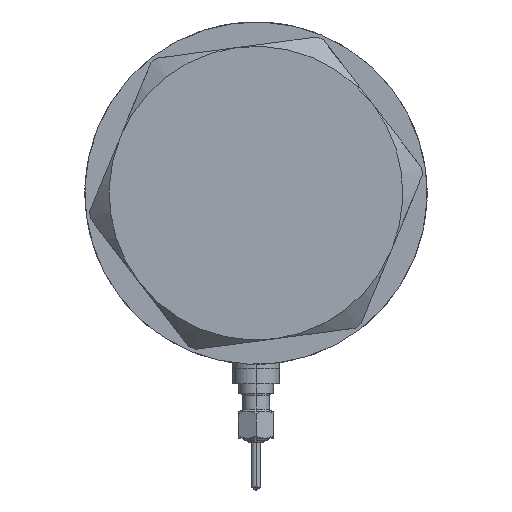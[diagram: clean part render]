
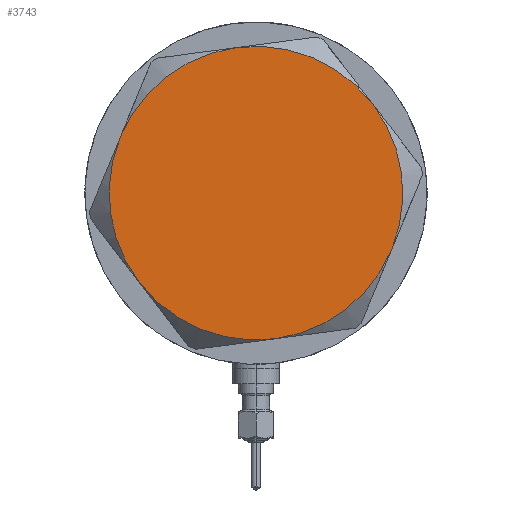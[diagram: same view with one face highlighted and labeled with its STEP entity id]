
A CAD part, left-side view. The second image highlights one B-rep face of the part: STEP entity #3743.
In plain terms, the highlighted face is planar.
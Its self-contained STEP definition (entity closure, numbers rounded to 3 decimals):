
#142 = AXIS2_PLACEMENT_3D ( 'NONE', #3299, #286, #6362 ) ;
#284 = CARTESIAN_POINT ( 'NONE',  ( -37.75, 0., 13. ) ) ;
#286 = DIRECTION ( 'NONE',  ( 0., 0., 1. ) ) ;
#368 = CARTESIAN_POINT ( 'NONE',  ( 0., 0., 13. ) ) ;
#477 = ORIENTED_EDGE ( 'NONE', *, *, #1973, .T. ) ;
#616 = VERTEX_POINT ( 'NONE', #3003 ) ;
#705 = DIRECTION ( 'NONE',  ( 1., 0., 0. ) ) ;
#821 = DIRECTION ( 'NONE',  ( 1., 0., 0. ) ) ;
#974 = AXIS2_PLACEMENT_3D ( 'NONE', #1278, #3240, #2721 ) ;
#1040 = EDGE_CURVE ( 'NONE', #616, #6411, #6144, .T. ) ;
#1278 = CARTESIAN_POINT ( 'NONE',  ( 0., 0., 13. ) ) ;
#1397 = AXIS2_PLACEMENT_3D ( 'NONE', #5842, #4289, #821 ) ;
#1428 = CARTESIAN_POINT ( 'NONE',  ( -18.875, 32.692, 13. ) ) ;
#1595 = EDGE_LOOP ( 'NONE', ( #4813, #5497, #3507, #5174, #3561, #477 ) ) ;
#1700 = AXIS2_PLACEMENT_3D ( 'NONE', #368, #3894, #3512 ) ;
#1706 = VERTEX_POINT ( 'NONE', #6317 ) ;
#1711 = CIRCLE ( 'NONE', #1397, 37.75 ) ;
#1769 = EDGE_CURVE ( 'NONE', #6411, #3153, #3620, .T. ) ;
#1937 = AXIS2_PLACEMENT_3D ( 'NONE', #5139, #2099, #2163 ) ;
#1973 = EDGE_CURVE ( 'NONE', #5732, #1706, #5107, .T. ) ;
#2099 = DIRECTION ( 'NONE',  ( 0., 0., 1. ) ) ;
#2104 = EDGE_CURVE ( 'NONE', #1706, #616, #6276, .T. ) ;
#2163 = DIRECTION ( 'NONE',  ( 1., 0., 0. ) ) ;
#2721 = DIRECTION ( 'NONE',  ( 1., 0., 0. ) ) ;
#2908 = CARTESIAN_POINT ( 'NONE',  ( -18.875, -32.692, 13. ) ) ;
#2928 = VERTEX_POINT ( 'NONE', #284 ) ;
#3003 = CARTESIAN_POINT ( 'NONE',  ( 37.75, 0., 13. ) ) ;
#3153 = VERTEX_POINT ( 'NONE', #1428 ) ;
#3156 = DIRECTION ( 'NONE',  ( 0., 0., 1. ) ) ;
#3240 = DIRECTION ( 'NONE',  ( 0., 0., 1. ) ) ;
#3299 = CARTESIAN_POINT ( 'NONE',  ( 0., 0., 13. ) ) ;
#3507 = ORIENTED_EDGE ( 'NONE', *, *, #1769, .T. ) ;
#3512 = DIRECTION ( 'NONE',  ( 1., 0., 0. ) ) ;
#3561 = ORIENTED_EDGE ( 'NONE', *, *, #4247, .T. ) ;
#3620 = CIRCLE ( 'NONE', #1700, 37.75 ) ;
#3646 = CARTESIAN_POINT ( 'NONE',  ( 0., 0., 13. ) ) ;
#3742 = FACE_OUTER_BOUND ( 'NONE', #1595, .T. ) ;
#3743 = ADVANCED_FACE ( 'NONE', ( #3742 ), #4297, .T. ) ;
#3766 = CARTESIAN_POINT ( 'NONE',  ( 0., 0., 13. ) ) ;
#3844 = CARTESIAN_POINT ( 'NONE',  ( 18.875, 32.692, 13. ) ) ;
#3894 = DIRECTION ( 'NONE',  ( 0., 0., 1. ) ) ;
#3950 = AXIS2_PLACEMENT_3D ( 'NONE', #3646, #5699, #5144 ) ;
#4247 = EDGE_CURVE ( 'NONE', #2928, #5732, #1711, .T. ) ;
#4280 = CIRCLE ( 'NONE', #1937, 37.75 ) ;
#4289 = DIRECTION ( 'NONE',  ( 0., 0., 1. ) ) ;
#4297 = PLANE ( 'NONE',  #142 ) ;
#4813 = ORIENTED_EDGE ( 'NONE', *, *, #2104, .T. ) ;
#4975 = AXIS2_PLACEMENT_3D ( 'NONE', #3766, #3156, #705 ) ;
#5107 = CIRCLE ( 'NONE', #974, 37.75 ) ;
#5139 = CARTESIAN_POINT ( 'NONE',  ( 0., 0., 13. ) ) ;
#5144 = DIRECTION ( 'NONE',  ( 1., 0., 0. ) ) ;
#5174 = ORIENTED_EDGE ( 'NONE', *, *, #6220, .T. ) ;
#5497 = ORIENTED_EDGE ( 'NONE', *, *, #1040, .T. ) ;
#5699 = DIRECTION ( 'NONE',  ( 0., 0., 1. ) ) ;
#5732 = VERTEX_POINT ( 'NONE', #2908 ) ;
#5842 = CARTESIAN_POINT ( 'NONE',  ( 0., 0., 13. ) ) ;
#6144 = CIRCLE ( 'NONE', #4975, 37.75 ) ;
#6220 = EDGE_CURVE ( 'NONE', #3153, #2928, #4280, .T. ) ;
#6276 = CIRCLE ( 'NONE', #3950, 37.75 ) ;
#6317 = CARTESIAN_POINT ( 'NONE',  ( 18.875, -32.692, 13. ) ) ;
#6362 = DIRECTION ( 'NONE',  ( 1., 0., 0. ) ) ;
#6411 = VERTEX_POINT ( 'NONE', #3844 ) ;
